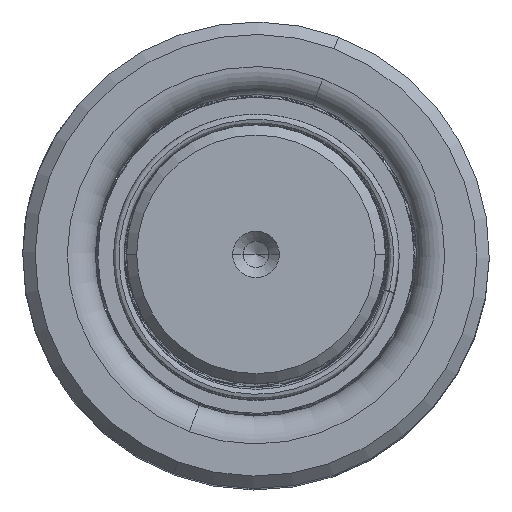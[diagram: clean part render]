
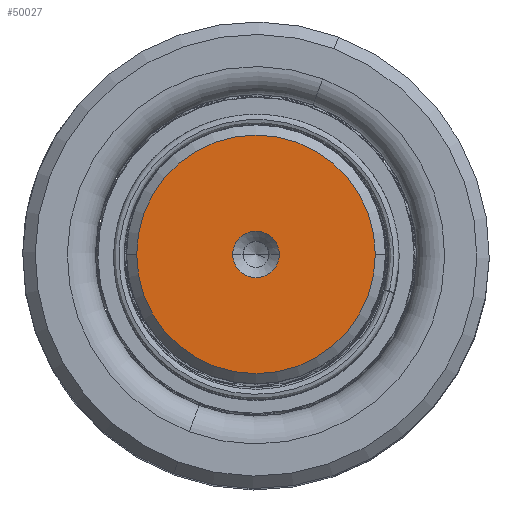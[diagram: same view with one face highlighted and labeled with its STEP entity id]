
A CAD part, top view. The second image highlights one B-rep face of the part: STEP entity #50027.
In plain terms, the highlighted planar face has unit normal (0, 0, 1).
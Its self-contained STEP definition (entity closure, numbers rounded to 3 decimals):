
#2736 = FACE_OUTER_BOUND ( 'NONE', #22596, .T. ) ;
#3079 = CARTESIAN_POINT ( 'NONE',  ( 0., 0., 130. ) ) ;
#3130 = DIRECTION ( 'NONE',  ( 0., 0., 1. ) ) ;
#3189 = EDGE_CURVE ( 'NONE', #34635, #39491, #28297, .T. ) ;
#5141 = EDGE_CURVE ( 'NONE', #41397, #19645, #29039, .T. ) ;
#6389 = CIRCLE ( 'NONE', #31738, 11.509 ) ;
#7799 = EDGE_CURVE ( 'NONE', #39491, #34635, #6389, .T. ) ;
#8270 = CARTESIAN_POINT ( 'NONE',  ( -11.509, 0., 130. ) ) ;
#11663 = DIRECTION ( 'NONE',  ( 1., 0., 0. ) ) ;
#13415 = AXIS2_PLACEMENT_3D ( 'NONE', #29811, #30197, #11663 ) ;
#14343 = ORIENTED_EDGE ( 'NONE', *, *, #19744, .F. ) ;
#15791 = CARTESIAN_POINT ( 'NONE',  ( 11.509, 0., 130. ) ) ;
#19053 = DIRECTION ( 'NONE',  ( 1., 0., 0. ) ) ;
#19645 = VERTEX_POINT ( 'NONE', #24477 ) ;
#19744 = EDGE_CURVE ( 'NONE', #19645, #41397, #56525, .T. ) ;
#20658 = EDGE_LOOP ( 'NONE', ( #14343, #32385 ) ) ;
#21472 = PLANE ( 'NONE',  #24367 ) ;
#22596 = EDGE_LOOP ( 'NONE', ( #38025, #23519 ) ) ;
#23519 = ORIENTED_EDGE ( 'NONE', *, *, #7799, .T. ) ;
#24367 = AXIS2_PLACEMENT_3D ( 'NONE', #25838, #3130, #34526 ) ;
#24477 = CARTESIAN_POINT ( 'NONE',  ( 2.25, 0., 130. ) ) ;
#25783 = DIRECTION ( 'NONE',  ( 0., 0., 1. ) ) ;
#25838 = CARTESIAN_POINT ( 'NONE',  ( 0., 0., 130. ) ) ;
#28297 = CIRCLE ( 'NONE', #52807, 11.509 ) ;
#29039 = CIRCLE ( 'NONE', #47511, 2.25 ) ;
#29811 = CARTESIAN_POINT ( 'NONE',  ( 0., 0., 130. ) ) ;
#30197 = DIRECTION ( 'NONE',  ( 0., 0., 1. ) ) ;
#31738 = AXIS2_PLACEMENT_3D ( 'NONE', #51730, #47762, #51334 ) ;
#32385 = ORIENTED_EDGE ( 'NONE', *, *, #5141, .F. ) ;
#34283 = DIRECTION ( 'NONE',  ( 1., 0., 0. ) ) ;
#34526 = DIRECTION ( 'NONE',  ( 1., 0., 0. ) ) ;
#34635 = VERTEX_POINT ( 'NONE', #8270 ) ;
#38025 = ORIENTED_EDGE ( 'NONE', *, *, #3189, .T. ) ;
#39491 = VERTEX_POINT ( 'NONE', #15791 ) ;
#39498 = FACE_BOUND ( 'NONE', #20658, .T. ) ;
#41397 = VERTEX_POINT ( 'NONE', #45012 ) ;
#41972 = CARTESIAN_POINT ( 'NONE',  ( 0., 0., 130. ) ) ;
#45012 = CARTESIAN_POINT ( 'NONE',  ( -2.25, 0., 130. ) ) ;
#46101 = DIRECTION ( 'NONE',  ( 0., 0., 1. ) ) ;
#47511 = AXIS2_PLACEMENT_3D ( 'NONE', #41972, #46101, #19053 ) ;
#47762 = DIRECTION ( 'NONE',  ( 0., 0., 1. ) ) ;
#50027 = ADVANCED_FACE ( 'NONE', ( #39498, #2736 ), #21472, .T. ) ;
#51334 = DIRECTION ( 'NONE',  ( 1., 0., 0. ) ) ;
#51730 = CARTESIAN_POINT ( 'NONE',  ( 0., 0., 130. ) ) ;
#52807 = AXIS2_PLACEMENT_3D ( 'NONE', #3079, #25783, #34283 ) ;
#56525 = CIRCLE ( 'NONE', #13415, 2.25 ) ;
